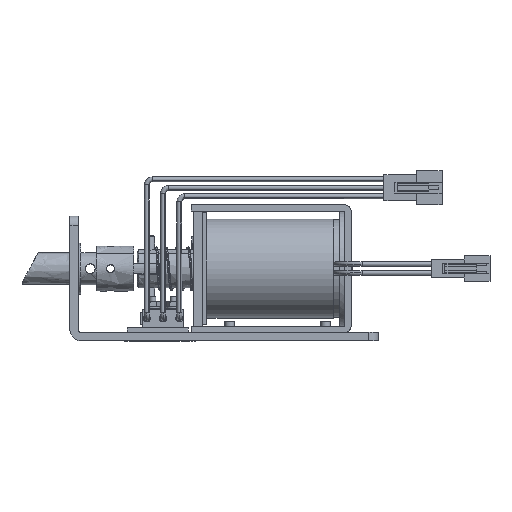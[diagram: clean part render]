
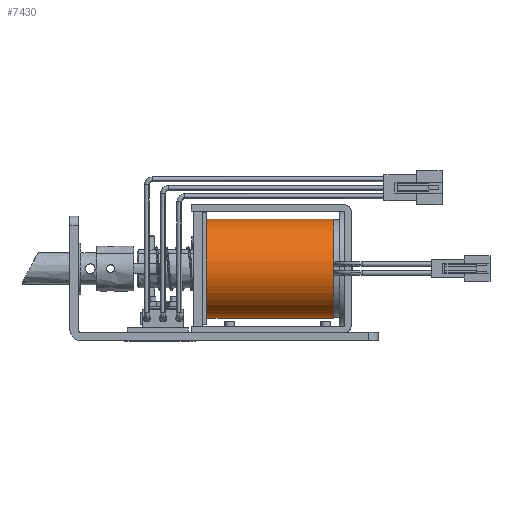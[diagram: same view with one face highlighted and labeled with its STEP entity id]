
A CAD part, top view. The second image highlights one B-rep face of the part: STEP entity #7430.
In plain terms, the highlighted free-form (B-spline) face has degree [2, 1] with [5, 2] control points.
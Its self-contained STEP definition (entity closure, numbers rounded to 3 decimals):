
#6026=CARTESIAN_POINT('',(14.4,7.129,15.054));
#6027=VERTEX_POINT('',#6026);
#6041=CARTESIAN_POINT('',(14.4,22.6,31.5));
#6042=VERTEX_POINT('',#6041);
#6043=CARTESIAN_POINT('',(14.4,7.129,15.054));
#6044=CARTESIAN_POINT('',(14.4,7.1,15.526));
#6045=CARTESIAN_POINT('',(14.4,7.1,16.));
#6046=CARTESIAN_POINT('',(14.4,7.1,31.5));
#6047=CARTESIAN_POINT('',(14.4,22.6,31.5));
#6055=(BOUNDED_CURVE()B_SPLINE_CURVE(2,(#6043,#6044,#6045,#6046,#6047),.UNSPECIFIED.,.F.,.U.)B_SPLINE_CURVE_WITH_KNOTS((3,2,3),(0.739,0.75,1.0),.UNSPECIFIED.)CURVE()GEOMETRIC_REPRESENTATION_ITEM()RATIONAL_B_SPLINE_CURVE((0.976,0.988,1.0,0.707,1.0))REPRESENTATION_ITEM(''));
#6056=EDGE_CURVE('',#6027,#6042,#6055,.T.);
#6058=CARTESIAN_POINT('',(14.4,38.071,16.946));
#6059=VERTEX_POINT('',#6058);
#6060=CARTESIAN_POINT('',(14.4,22.6,31.5));
#6061=CARTESIAN_POINT('',(14.4,37.181,31.5));
#6062=CARTESIAN_POINT('',(14.4,38.071,16.946));
#6070=(BOUNDED_CURVE()B_SPLINE_CURVE(2,(#6060,#6061,#6062),.UNSPECIFIED.,.F.,.U.)B_SPLINE_CURVE_WITH_KNOTS((3,3),(0.0,0.239),.UNSPECIFIED.)CURVE()GEOMETRIC_REPRESENTATION_ITEM()RATIONAL_B_SPLINE_CURVE((1.0,0.72,0.976))REPRESENTATION_ITEM(''));
#6071=EDGE_CURVE('',#6042,#6059,#6070,.T.);
#7328=CARTESIAN_POINT('',(54.,38.071,16.946));
#7329=VERTEX_POINT('',#7328);
#7330=CARTESIAN_POINT('',(54.,38.071,16.946));
#7331=CARTESIAN_POINT('',(14.4,38.071,16.946));
#7332=QUASI_UNIFORM_CURVE('',1,(#7330,#7331),.UNSPECIFIED.,.F.,.U.);
#7333=EDGE_CURVE('',#7329,#6059,#7332,.T.);
#7352=CARTESIAN_POINT('',(54.,7.129,15.054));
#7353=VERTEX_POINT('',#7352);
#7367=CARTESIAN_POINT('',(54.,7.129,15.054));
#7368=CARTESIAN_POINT('',(14.4,7.129,15.054));
#7369=QUASI_UNIFORM_CURVE('',1,(#7367,#7368),.UNSPECIFIED.,.F.,.U.);
#7370=EDGE_CURVE('',#7353,#6027,#7369,.T.);
#7376=CARTESIAN_POINT('',(54.99,7.129,15.054));
#7377=CARTESIAN_POINT('',(54.99,6.183,30.525));
#7378=CARTESIAN_POINT('',(54.99,21.654,31.471));
#7379=CARTESIAN_POINT('',(54.99,37.125,32.417));
#7380=CARTESIAN_POINT('',(54.99,38.071,16.946));
#7381=CARTESIAN_POINT('',(13.385,7.129,15.054));
#7382=CARTESIAN_POINT('',(13.385,6.183,30.525));
#7383=CARTESIAN_POINT('',(13.385,21.654,31.471));
#7384=CARTESIAN_POINT('',(13.385,37.125,32.417));
#7385=CARTESIAN_POINT('',(13.385,38.071,16.946));
#7393=(BOUNDED_SURFACE()B_SPLINE_SURFACE(2,1,((#7376,#7381),(#7377,#7382),(#7378,#7383),(#7379,#7384),(#7380,#7385)),.UNSPECIFIED.,.F.,.F.,.U.)B_SPLINE_SURFACE_WITH_KNOTS((3,2,3),(2,2),(0.0,25.681,51.362),(0.0,41.605),.UNSPECIFIED.)GEOMETRIC_REPRESENTATION_ITEM()RATIONAL_B_SPLINE_SURFACE(((1.0,1.0),(0.707,0.707),(1.0,1.0),(0.707,0.707),(1.0,1.0)))REPRESENTATION_ITEM('')SURFACE());
#7394=ORIENTED_EDGE('',*,*,#6071,.F.);
#7395=ORIENTED_EDGE('',*,*,#6056,.F.);
#7396=ORIENTED_EDGE('',*,*,#7370,.F.);
#7397=CARTESIAN_POINT('',(54.,22.6,31.5));
#7398=VERTEX_POINT('',#7397);
#7399=CARTESIAN_POINT('',(54.,7.129,15.054));
#7400=CARTESIAN_POINT('',(54.,7.1,15.526));
#7401=CARTESIAN_POINT('',(54.,7.1,16.));
#7402=CARTESIAN_POINT('',(54.,7.1,31.5));
#7403=CARTESIAN_POINT('',(54.,22.6,31.5));
#7411=(BOUNDED_CURVE()B_SPLINE_CURVE(2,(#7399,#7400,#7401,#7402,#7403),.UNSPECIFIED.,.F.,.U.)B_SPLINE_CURVE_WITH_KNOTS((3,2,3),(0.739,0.75,1.0),.UNSPECIFIED.)CURVE()GEOMETRIC_REPRESENTATION_ITEM()RATIONAL_B_SPLINE_CURVE((0.976,0.988,1.0,0.707,1.0))REPRESENTATION_ITEM(''));
#7412=EDGE_CURVE('',#7353,#7398,#7411,.T.);
#7413=ORIENTED_EDGE('',*,*,#7412,.T.);
#7414=CARTESIAN_POINT('',(54.,22.6,31.5));
#7415=CARTESIAN_POINT('',(54.,37.181,31.5));
#7416=CARTESIAN_POINT('',(54.,38.071,16.946));
#7424=(BOUNDED_CURVE()B_SPLINE_CURVE(2,(#7414,#7415,#7416),.UNSPECIFIED.,.F.,.U.)B_SPLINE_CURVE_WITH_KNOTS((3,3),(0.0,0.239),.UNSPECIFIED.)CURVE()GEOMETRIC_REPRESENTATION_ITEM()RATIONAL_B_SPLINE_CURVE((1.0,0.72,0.976))REPRESENTATION_ITEM(''));
#7425=EDGE_CURVE('',#7398,#7329,#7424,.T.);
#7426=ORIENTED_EDGE('',*,*,#7425,.T.);
#7427=ORIENTED_EDGE('',*,*,#7333,.T.);
#7428=EDGE_LOOP('',(#7394,#7395,#7396,#7413,#7426,#7427));
#7429=FACE_OUTER_BOUND('',#7428,.T.);
#7430=ADVANCED_FACE('',(#7429),#7393,.T.);
